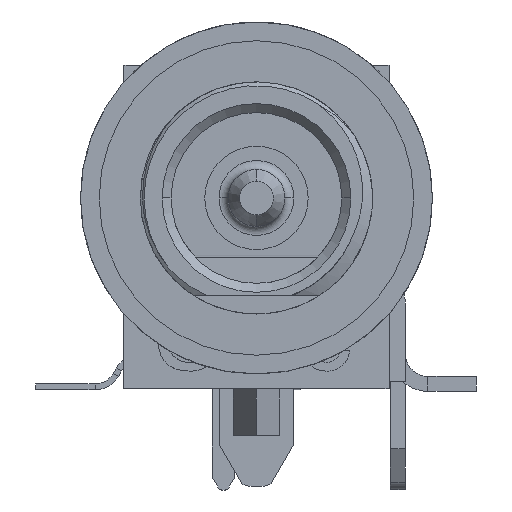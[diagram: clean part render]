
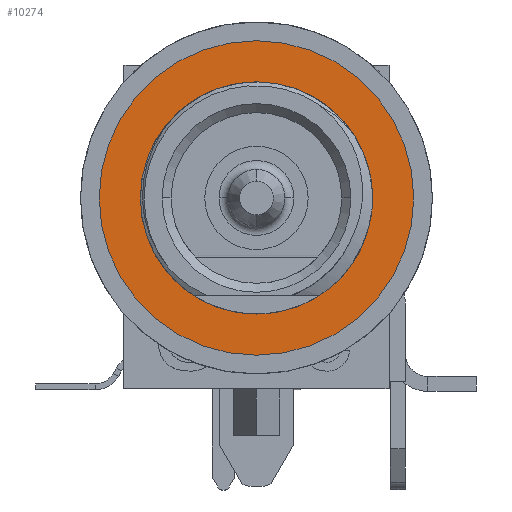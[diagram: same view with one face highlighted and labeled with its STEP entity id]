
A CAD part, left-side view. The second image highlights one B-rep face of the part: STEP entity #10274.
In plain terms, the highlighted planar face has unit normal (-1, 0, 0).
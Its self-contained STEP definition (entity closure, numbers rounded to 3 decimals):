
#614 = VERTEX_POINT('',#615);
#615 = CARTESIAN_POINT('',(0.635,5.334,6.5));
#621 = EDGE_CURVE('',#622,#614,#624,.T.);
#622 = VERTEX_POINT('',#623);
#623 = CARTESIAN_POINT('',(0.635,-5.334,6.5));
#624 = CIRCLE('',#625,5.334);
#625 = AXIS2_PLACEMENT_3D('',#626,#627,#628);
#626 = CARTESIAN_POINT('',(0.635,0.,6.5));
#627 = DIRECTION('',(1.,0.,0.));
#628 = DIRECTION('',(0.,1.,0.));
#773 = VERTEX_POINT('',#774);
#774 = CARTESIAN_POINT('',(0.635,-3.937,6.5));
#780 = EDGE_CURVE('',#781,#773,#783,.T.);
#781 = VERTEX_POINT('',#782);
#782 = CARTESIAN_POINT('',(0.635,3.937,6.5));
#783 = CIRCLE('',#784,3.937);
#784 = AXIS2_PLACEMENT_3D('',#785,#786,#787);
#785 = CARTESIAN_POINT('',(0.635,0.,6.5));
#786 = DIRECTION('',(1.,0.,0.));
#787 = DIRECTION('',(0.,1.,0.));
#9632 = EDGE_CURVE('',#773,#781,#9633,.T.);
#9633 = CIRCLE('',#9634,3.937);
#9634 = AXIS2_PLACEMENT_3D('',#9635,#9636,#9637);
#9635 = CARTESIAN_POINT('',(0.635,0.,6.5));
#9636 = DIRECTION('',(1.,0.,0.));
#9637 = DIRECTION('',(0.,1.,0.));
#10260 = EDGE_CURVE('',#614,#622,#10261,.T.);
#10261 = CIRCLE('',#10262,5.334);
#10262 = AXIS2_PLACEMENT_3D('',#10263,#10264,#10265);
#10263 = CARTESIAN_POINT('',(0.635,0.,6.5));
#10264 = DIRECTION('',(1.,0.,0.));
#10265 = DIRECTION('',(0.,1.,0.));
#10274 = ADVANCED_FACE('',(#10275,#10279),#10283,.F.);
#10275 = FACE_BOUND('',#10276,.T.);
#10276 = EDGE_LOOP('',(#10277,#10278));
#10277 = ORIENTED_EDGE('',*,*,#10260,.F.);
#10278 = ORIENTED_EDGE('',*,*,#621,.F.);
#10279 = FACE_BOUND('',#10280,.T.);
#10280 = EDGE_LOOP('',(#10281,#10282));
#10281 = ORIENTED_EDGE('',*,*,#780,.T.);
#10282 = ORIENTED_EDGE('',*,*,#9632,.T.);
#10283 = PLANE('',#10284);
#10284 = AXIS2_PLACEMENT_3D('',#10285,#10286,#10287);
#10285 = CARTESIAN_POINT('',(0.635,0.,11.834));
#10286 = DIRECTION('',(1.,0.,0.));
#10287 = DIRECTION('',(0.,1.,0.));
